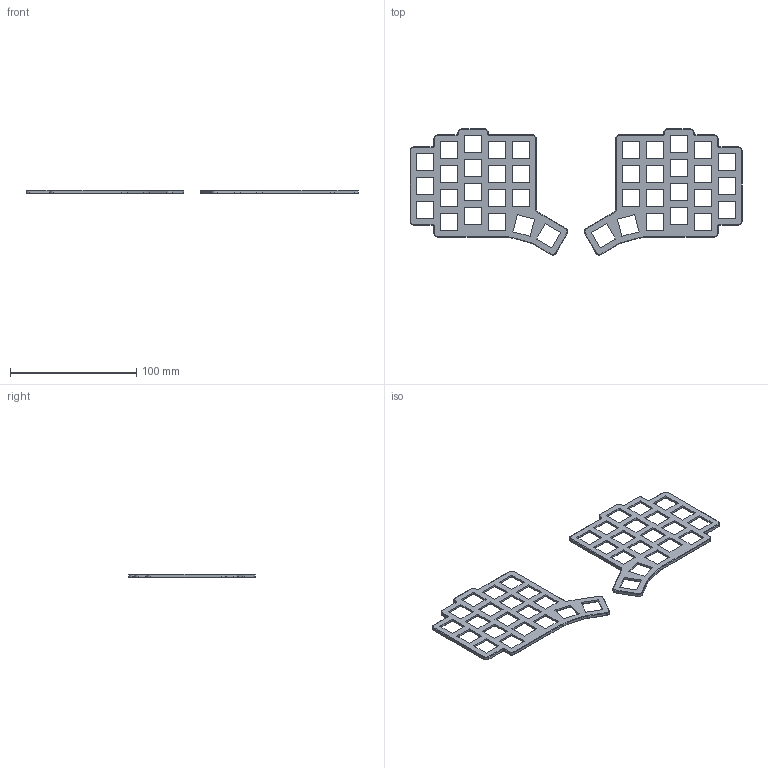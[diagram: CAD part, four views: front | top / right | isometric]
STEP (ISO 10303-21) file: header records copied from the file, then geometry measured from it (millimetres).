
FILE_DESCRIPTION(('FreeCAD Model'),'2;1');
FILE_NAME('Open CASCADE Shape Model','2025-01-13T11:57:41',(''),(''), 'Open CASCADE STEP processor 7.6','FreeCAD','Unknown');
FILE_SCHEMA(('AUTOMOTIVE_DESIGN { 1 0 10303 214 1 1 1 1 }'));
Length unit declared in the file: millimetre
Products named in the file (3): Enclosure_S; Plate-Mirrored; Plate
Assembly tree (2 placements, depth 2):
  Enclosure_S
    Plate-Mirrored
    Plate
Bounding box: 263 x 99.98 x 2.8 mm (x, y, z)
Volume: 21579.9 mm3; surface area: 26743.4 mm2
Topology: 2 solids, 2 shells, 722 faces, 1902 edges, 1224 vertices
Faces by surface type: plane 460, cylinder 194, cone 68
Entity records: 22312 total; most frequent: CARTESIAN_POINT 3851, DIRECTION 3808, ORIENTED_EDGE 3804, EDGE_CURVE 1902, LINE 1446, VECTOR 1446, VERTEX_POINT 1224, AXIS2_PLACEMENT_3D 1181
